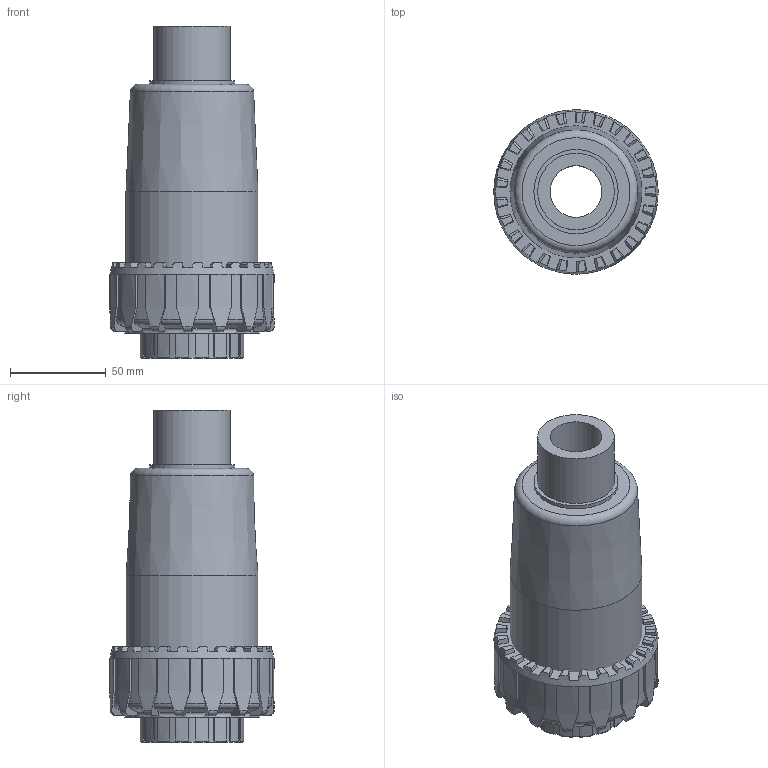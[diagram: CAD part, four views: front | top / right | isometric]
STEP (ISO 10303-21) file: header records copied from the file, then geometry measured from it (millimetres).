
FILE_DESCRIPTION(/* description */ (''),/* implementation_level */ '2;1');
FILE_NAME(/* name */ 'VZIV040E.iam.stp',/* time_stamp */ '2013-10-01T10:47:49+02:00',/* author */ ('bfaro'),/* organization */ (''),/* preprocessor_version */ 'ST-DEVELOPER v15.2',/* originating_system */ 'Autodesk Inventor 2014',/* authorisation */ '');
FILE_SCHEMA (('AUTOMOTIVE_DESIGN { 1 0 10303 214 3 1 1 }'));
Length unit declared in the file: millimetre
Products named in the file (4): cassa VA-VZ 40; ENDIV040; NTVKD040V; VZIV040E
Bounding box: 85.69 x 85.69 x 173.3 mm (x, y, z)
Volume: 295643.8 mm3; surface area: 92353.3 mm2
Topology: 3 solids, 3 shells, 438 faces, 1258 edges, 832 vertices
Faces by surface type: plane 282, cylinder 106, torus 33, cone 17
Full cylindrical faces by diameter (mm): 27 x1, 32 x1, 40 x2, 44 x1, 54 x1, 54.5 x1, 57.7 x1, 63.5 x1, 66.7 x1, 68.89 x1, 70.3 x1
Entity records: 14747 total; most frequent: CARTESIAN_POINT 2983, DIRECTION 2582, ORIENTED_EDGE 2478, EDGE_CURVE 1239, AXIS2_PLACEMENT_3D 1013, VERTEX_POINT 829, LINE 556, VECTOR 556
